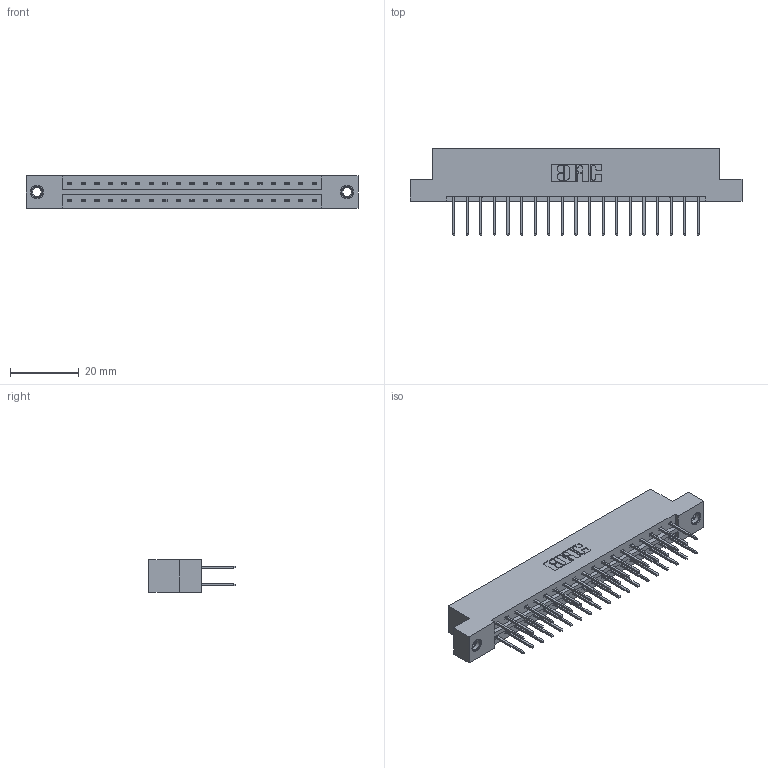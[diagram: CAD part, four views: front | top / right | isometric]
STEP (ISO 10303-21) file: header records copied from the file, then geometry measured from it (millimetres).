
FILE_DESCRIPTION (( 'STEP AP203' ), '1' );
FILE_NAME ('333-038-523-207.STEP', '2018-08-03T03:49:42', ( '' ), ( '' ), 'SwSTEP 2.0', 'SolidWorks 2016', '' );
FILE_SCHEMA (( 'CONFIG_CONTROL_DESIGN' ));
Length unit declared in the file: inch
Products named in the file (4): 345-292-001_345-293-123; 345-250-001_345-250-005-103; 333-038-523-207; 333 Part_Flush - .156 Dia - TI
Assembly tree (41 placements, depth 2):
  333-038-523-207
    333 Part_Flush - .156 Dia - TI
    345-292-001_345-293-123  x38
    345-250-001_345-250-005-103  x2
Bounding box: 96.82 x 25.15 x 9.4 mm (x, y, z)
Volume: 9734.6 mm3; surface area: 11664.3 mm2
Topology: 41 solids, 41 shells, 2150 faces, 6337 edges, 4166 vertices
Faces by surface type: plane 1470, cylinder 664, cone 12, torus 4
Entity records: 16402 total; most frequent: CARTESIAN_POINT 2729, ORIENTED_EDGE 2658, DIRECTION 2403, EDGE_CURVE 1329, VECTOR 1181, LINE 1181, VERTEX_POINT 880, AXIS2_PLACEMENT_3D 611
